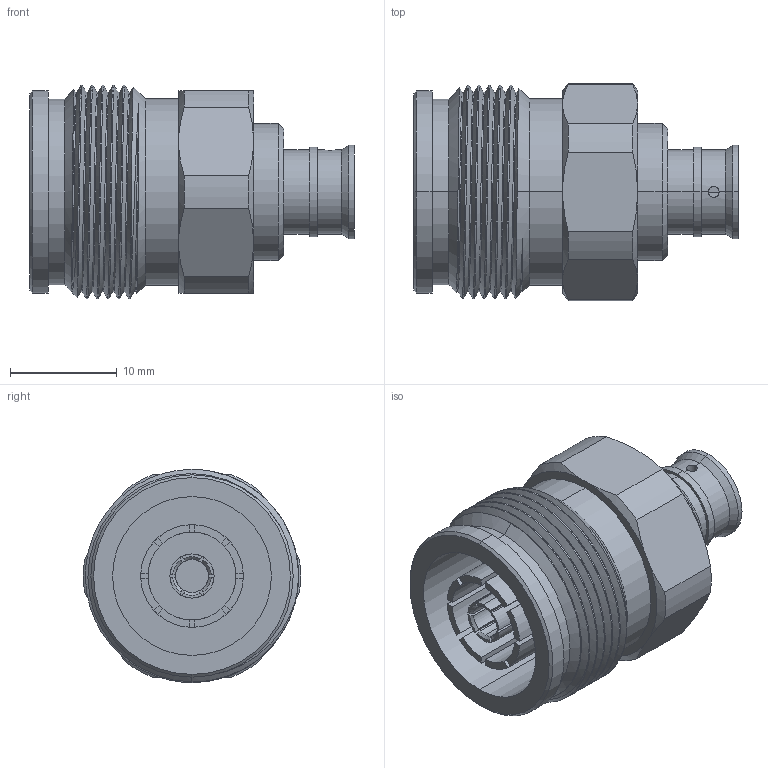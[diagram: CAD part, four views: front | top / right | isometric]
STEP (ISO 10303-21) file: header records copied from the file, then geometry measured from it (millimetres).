
FILE_DESCRIPTION (( 'STEP AP214' ), '1' );
FILE_NAME ('FMCN1696.step', '2021-01-28T21:28:53', ( '' ), ( '' ), 'SwSTEP 2.0', 'SolidWorks 2018', '' );
FILE_SCHEMA (( 'AUTOMOTIVE_DESIGN' ));
Length unit declared in the file: inch
Products named in the file (1): FMCN1696
Bounding box: 30.45 x 20.37 x 20 mm (x, y, z)
Volume: 4653.9 mm3; surface area: 4088.4 mm2
Topology: 1 solids, 1 shells, 160 faces, 427 edges, 279 vertices
Faces by surface type: plane 76, cylinder 51, cone 30, bspline 3
Entity records: 6463 total; most frequent: CARTESIAN_POINT 2462, ORIENTED_EDGE 854, DIRECTION 824, EDGE_CURVE 427, AXIS2_PLACEMENT_3D 315, VERTEX_POINT 279, LINE 194, VECTOR 194
